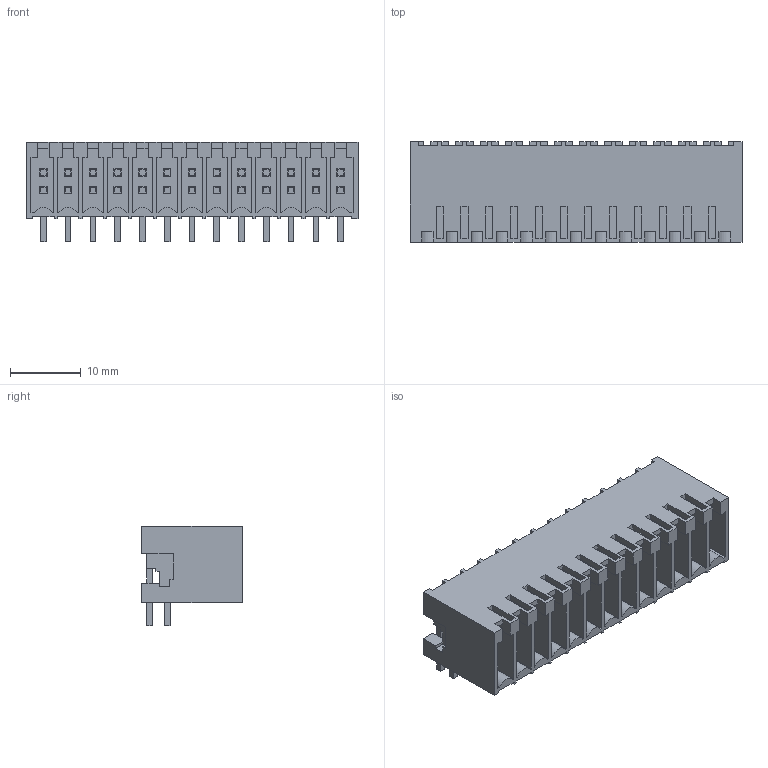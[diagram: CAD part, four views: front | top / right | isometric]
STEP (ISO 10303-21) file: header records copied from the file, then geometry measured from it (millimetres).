
FILE_DESCRIPTION(('CATIA V5 STEP Exchange','CAx-IF Rec.Pracs.--- Model Styling and Organization---1.2---2011-12-15'),'2;1');
FILE_NAME ('D1450632_0', '2018-03-29T10:23:24+00:00', ('none'), ('Weidmueller'), 'CATIA Version 5-6 Release 2014', 'CATIA V5 STEP AP214', 'none');
FILE_SCHEMA(('AUTOMOTIVE_DESIGN { 1 0 10303 214 1 1 1 1 }'));
Length unit declared in the file: millimetre
Products named in the file (1): 1289380000
Bounding box: 46.9 x 14.2 x 14 mm (x, y, z)
Volume: 3636.5 mm3; surface area: 8282.8 mm2
Topology: 27 solids, 27 shells, 973 faces, 2840 edges, 1944 vertices
Faces by surface type: plane 947, cylinder 26
Entity records: 28957 total; most frequent: ORIENTED_EDGE 5680, CARTESIAN_POINT 5186, DIRECTION 3642, EDGE_CURVE 2840, VECTOR 2788, LINE 2788, VERTEX_POINT 1944, EDGE_LOOP 1048
